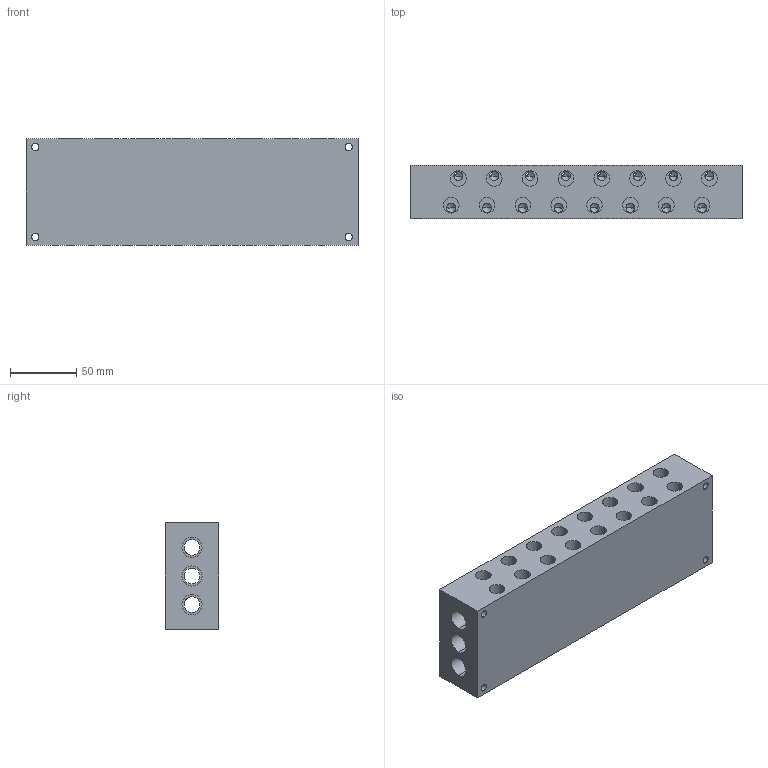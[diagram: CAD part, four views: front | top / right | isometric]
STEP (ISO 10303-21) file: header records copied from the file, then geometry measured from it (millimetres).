
FILE_DESCRIPTION (( 'STEP AP214' ), '1' );
FILE_NAME ('05_068_1.STEP', '2016-02-19T14:56:21', ( '' ), ( '' ), 'SwSTEP 2.0', 'SolidWorks 2016', '' );
FILE_SCHEMA (( 'AUTOMOTIVE_DESIGN' ));
Length unit declared in the file: millimetre
Products named in the file (1): 05_068_1
Bounding box: 250 x 40 x 80 mm (x, y, z)
Volume: 633159.2 mm3; surface area: 139828.7 mm2
Topology: 1 solids, 1 shells, 962 faces, 2570 edges, 1532 vertices
Faces by surface type: cylinder 522, cone 224, plane 216
Entity records: 36312 total; most frequent: CARTESIAN_POINT 11257, DIRECTION 4924, ORIENTED_EDGE 4788, EDGE_CURVE 2394, AXIS2_PLACEMENT_3D 1871, VERTEX_POINT 1532, EDGE_LOOP 1234, LINE 1182
